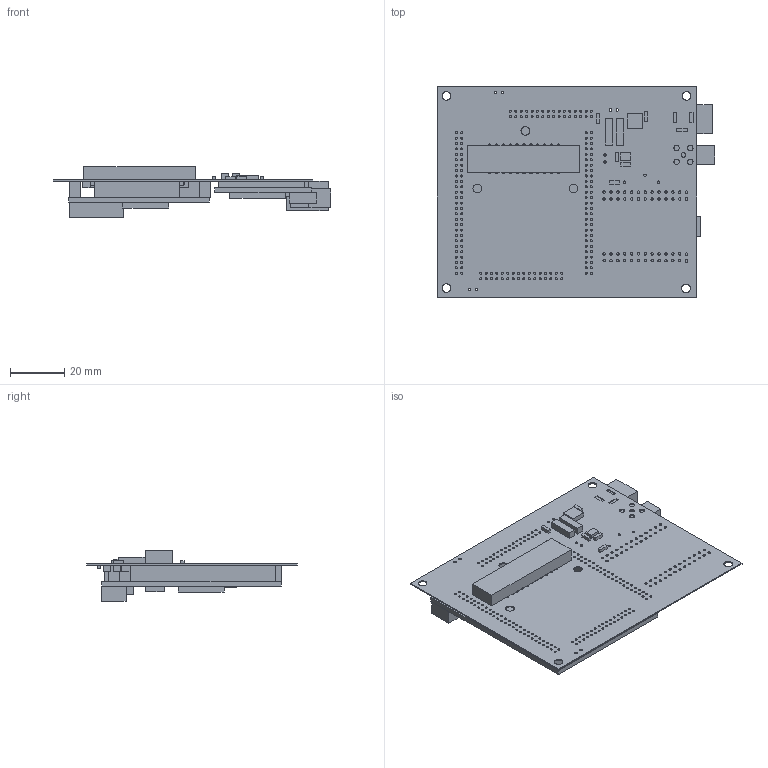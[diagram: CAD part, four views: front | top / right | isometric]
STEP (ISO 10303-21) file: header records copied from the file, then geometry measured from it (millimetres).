
FILE_DESCRIPTION(('Open CASCADE Model'),'2;1');
FILE_NAME('Open CASCADE Shape Model','2020-10-10T13:14:49',('Author'),( 'Open CASCADE'),'Open CASCADE STEP processor 6.8','Open CASCADE 6.8' ,'Unknown');
FILE_SCHEMA(('AUTOMOTIVE_DESIGN { 1 0 10303 214 1 1 1 1 }'));
Length unit declared in the file: millimetre
Products named in the file (120): PCB; Board; Open CASCADE STEP translator 6.8 1.1.1; R9; 6260646320; Extruded; C24; 5786466432; C23; 5779456304; D6; 6260645040; SB1; 5779467344; 5779467664; R7; X1; 6046281984; D5; 6260645920; C22; D7; 6260638960; DD7; 6260644240; X6; 5786467392; 5786467872; D9; 6260644480; X4; 6260641520; X3; 6260641280; X5; 6260640240; X2; C16; 6260642400; R4 ...
Assembly tree (157 placements, depth 4):
  PCB
    Board
      Open CASCADE STEP translator 6.8 1.1.1
    R9
      6260646320
        Extruded
    C24
      5786466432
        Extruded
    C23
      5779456304
        Extruded
    D6
      6260645040
        Extruded
    SB1
      5779467344
        Extruded
      5779467664
        Extruded
    R7
      5786466432
        Extruded
    X1
      6046281984
        Extruded
    D5
      6260645920
        Extruded
    C22
      5779456304
        Extruded
    D7
      6260638960
        Extruded
    DD7
      6260644240
        Extruded
    X6
      5786467392
        Extruded
      5786467872
        Extruded
    D9
      6260644480
        Extruded
    X4
      6260641520
        Extruded
    X3
      6260641280
        Extruded
    X5
      6260640240
        Extruded
    X2
      6260641280
        Extruded
    C16
      6260642400
Bounding box: 102.53 x 77.72 x 18.66 mm (x, y, z)
Volume: 24165.9 mm3; surface area: 37591.5 mm2
Topology: 68 solids, 68 shells, 771 faces, 1905 edges, 1270 vertices
Faces by surface type: plane 502, cylinder 269
Full cylindrical faces by diameter (mm): 0.75 x144, 0.762 x28, 0.9 x85, 1.7 x1, 2 x4, 3.2 x7
Entity records: 20871 total; most frequent: DIRECTION 3389, CARTESIAN_POINT 3116, ORIENTED_EDGE 2898, EDGE_CURVE 1449, AXIS2_PLACEMENT_3D 1239, FACE_BOUND 1087, EDGE_LOOP 1087, VERTEX_POINT 966
